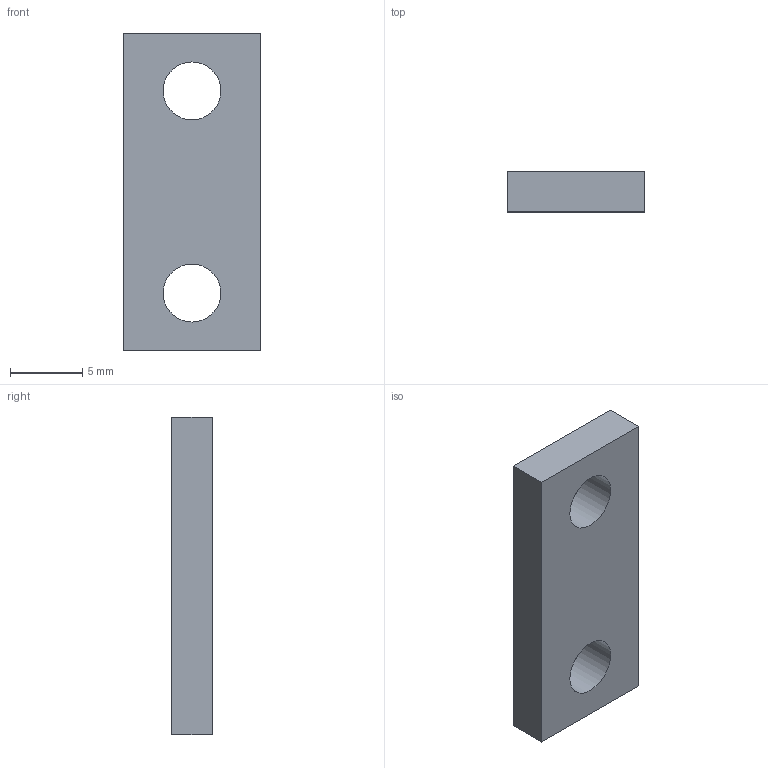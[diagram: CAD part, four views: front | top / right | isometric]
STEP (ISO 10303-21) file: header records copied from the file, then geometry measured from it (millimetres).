
FILE_DESCRIPTION(/* description */ (''),/* implementation_level */ '2;1');
FILE_NAME(/* name */ 'Plisch load resistor spacer.stp',/* time_stamp */ '2025-02-19T12:39:10+01:00',/* author */ ('Carsten Grøn'),/* organization */ (''),/* preprocessor_version */ 'ST-DEVELOPER v18',/* originating_system */ 'Autodesk Inventor 2020',/* authorisation */ '');
FILE_SCHEMA (('CONFIG_CONTROL_DESIGN'));
Length unit declared in the file: millimetre
Products named in the file (1): Plisch load resistor spacer
Bounding box: 9.5 x 2.8 x 22 mm (x, y, z)
Volume: 514.8 mm3; surface area: 614.5 mm2
Topology: 1 solids, 1 shells, 8 faces, 20 edges, 14 vertices
Faces by surface type: plane 6, cylinder 2
Full cylindrical faces by diameter (mm): 4 x2
Entity records: 295 total; most frequent: DIRECTION 44, CARTESIAN_POINT 43, ORIENTED_EDGE 40, EDGE_CURVE 20, AXIS2_PLACEMENT_3D 15, LINE 14, VECTOR 14, VERTEX_POINT 14
